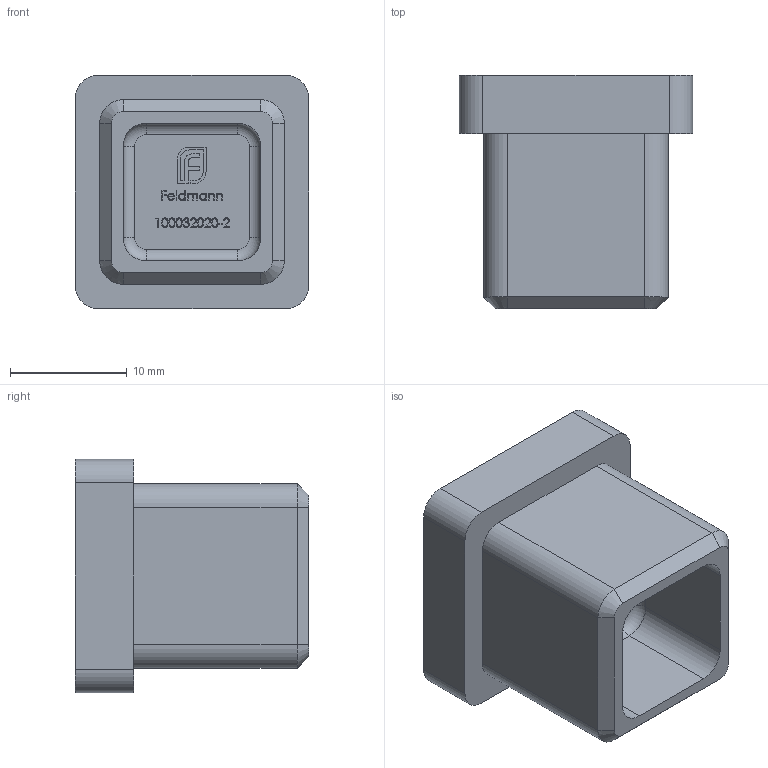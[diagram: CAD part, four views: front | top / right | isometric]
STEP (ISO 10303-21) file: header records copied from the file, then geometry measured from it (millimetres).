
FILE_DESCRIPTION (( 'STEP AP203' ), '1' );
FILE_NAME ('100032020-2.STEP', '2021-07-12T07:07:12', ( '' ), ( '' ), 'SwSTEP 2.0', 'SolidWorks 2018', '' );
FILE_SCHEMA (( 'CONFIG_CONTROL_DESIGN' ));
Length unit declared in the file: millimetre
Products named in the file (2): 100032020-2
Bounding box: 20 x 20 x 20 mm (x, y, z)
Volume: 4297.5 mm3; surface area: 2463.8 mm2
Topology: 1 solids, 1 shells, 324 faces, 860 edges, 568 vertices
Faces by surface type: plane 155, bspline 145, cylinder 16, cone 4, torus 4
Entity records: 18141 total; most frequent: CARTESIAN_POINT 10899, ORIENTED_EDGE 1720, DIRECTION 972, EDGE_CURVE 860, VERTEX_POINT 568, VECTOR 530, LINE 530, EDGE_LOOP 354
